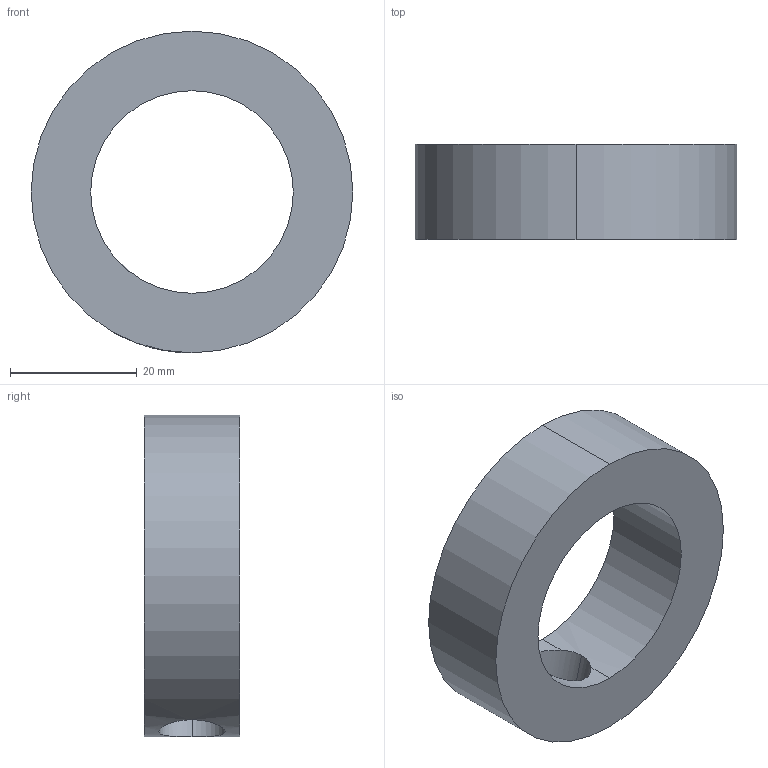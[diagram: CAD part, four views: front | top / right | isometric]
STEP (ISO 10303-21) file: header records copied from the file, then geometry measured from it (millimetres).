
FILE_DESCRIPTION (( 'STEP AP203' ), '1' );
FILE_NAME ('MediumShaftCollar.STEP', '2012-06-28T01:06:07', ( '' ), ( '' ), 'SwSTEP 2.0', 'SolidWorks 2010', '' );
FILE_SCHEMA (( 'CONFIG_CONTROL_DESIGN' ));
Length unit declared in the file: millimetre
Products named in the file (1): MediumShaftCollar
Bounding box: 50.8 x 15 x 50.8 mm (x, y, z)
Volume: 17517.6 mm3; surface area: 6487.7 mm2
Topology: 1 solids, 1 shells, 8 faces, 21 edges, 14 vertices
Faces by surface type: cylinder 6, plane 2
Entity records: 482 total; most frequent: CARTESIAN_POINT 200, ORIENTED_EDGE 42, DIRECTION 41, EDGE_CURVE 21, AXIS2_PLACEMENT_3D 17, VERTEX_POINT 14, EDGE_LOOP 11, FACE_OUTER_BOUND 8
